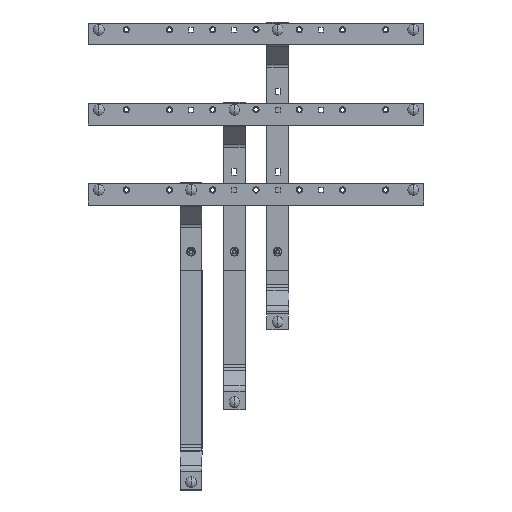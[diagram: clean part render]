
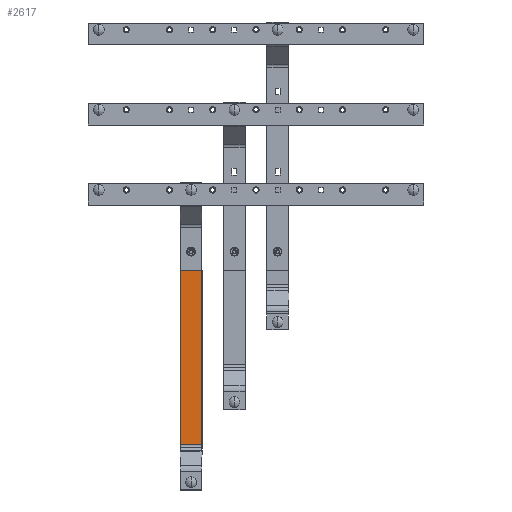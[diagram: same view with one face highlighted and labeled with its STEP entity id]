
A CAD part, top view. The second image highlights one B-rep face of the part: STEP entity #2617.
In plain terms, the highlighted planar face has unit normal (0, 0, 1).
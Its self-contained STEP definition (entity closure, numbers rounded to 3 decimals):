
#2617=ADVANCED_FACE('',(#6009),#6010,.T.);
#6009=FACE_OUTER_BOUND('',#10877,.T.);
#6010=PLANE('',#10878);
#10877=EDGE_LOOP('',(#15816,#15817,#15818,#15819));
#10878=AXIS2_PLACEMENT_3D('',#15820,#15821,#15822);
#15816=ORIENTED_EDGE('',*,*,#28619,.T.);
#15817=ORIENTED_EDGE('',*,*,#28620,.F.);
#15818=ORIENTED_EDGE('',*,*,#28621,.F.);
#15819=ORIENTED_EDGE('',*,*,#28616,.T.);
#15820=CARTESIAN_POINT('',(212.125,305.85,15.683));
#15821=DIRECTION('',(0.0,0.0,1.0));
#15822=DIRECTION('',(0.0,-1.0,0.0));
#28616=EDGE_CURVE('',#33580,#33578,#33581,.T.);
#28619=EDGE_CURVE('',#33578,#33584,#33585,.T.);
#28620=EDGE_CURVE('',#33586,#33584,#33587,.T.);
#28621=EDGE_CURVE('',#33580,#33586,#33588,.T.);
#33578=VERTEX_POINT('',#40578);
#33580=VERTEX_POINT('',#40580);
#33581=LINE('',#40581,#40582);
#33584=VERTEX_POINT('',#40585);
#33585=LINE('',#40586,#40587);
#33586=VERTEX_POINT('',#40588);
#33587=LINE('',#40589,#40590);
#33588=LINE('',#40591,#40592);
#40578=CARTESIAN_POINT('',(262.875,104.15,15.683));
#40580=CARTESIAN_POINT('',(212.125,104.15,15.683));
#40581=CARTESIAN_POINT('',(212.125,104.15,15.683));
#40582=VECTOR('',#58436,1.0);
#40585=CARTESIAN_POINT('',(262.875,507.55,15.683));
#40586=CARTESIAN_POINT('',(262.875,104.15,15.683));
#40587=VECTOR('',#58440,1.0);
#40588=CARTESIAN_POINT('',(212.125,507.55,15.683));
#40589=CARTESIAN_POINT('',(212.125,507.55,15.683));
#40590=VECTOR('',#58441,1.0);
#40591=CARTESIAN_POINT('',(212.125,104.15,15.683));
#40592=VECTOR('',#58442,1.0);
#58436=DIRECTION('',(1.0,0.0,0.0));
#58440=DIRECTION('',(0.0,1.0,0.0));
#58441=DIRECTION('',(1.0,0.0,0.0));
#58442=DIRECTION('',(0.0,1.0,0.0));
